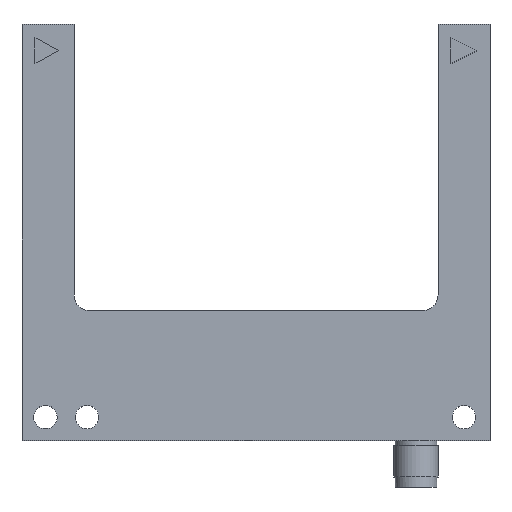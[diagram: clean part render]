
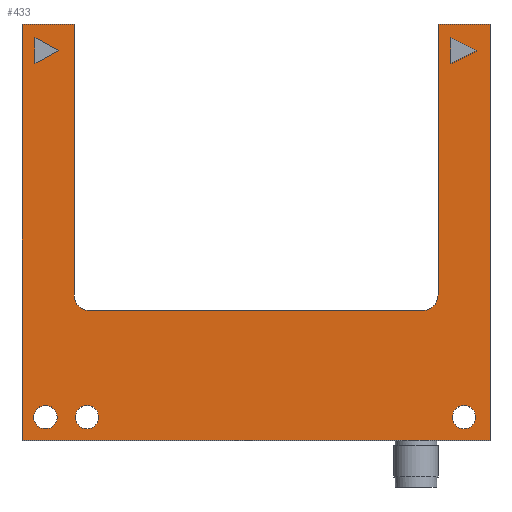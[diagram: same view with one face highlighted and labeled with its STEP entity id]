
A CAD part, top view. The second image highlights one B-rep face of the part: STEP entity #433.
In plain terms, the highlighted planar face has unit normal (0, 0, 1).
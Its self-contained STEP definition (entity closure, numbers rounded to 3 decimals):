
#173=EDGE_CURVE('',#197,#217,#481,.T.);
#179=EDGE_CURVE('',#447,#333,#489,.T.);
#187=EDGE_CURVE('',#499,#231,#500,.T.);
#197=VERTEX_POINT('',#518);
#205=EDGE_CURVE('',#289,#375,#527,.T.);
#207=EDGE_CURVE('',#287,#529,#530,.T.);
#217=VERTEX_POINT('',#543);
#225=EDGE_CURVE('',#273,#553,#554,.T.);
#231=VERTEX_POINT('',#560);
#239=EDGE_CURVE('',#553,#273,#572,.T.);
#247=EDGE_CURVE('',#375,#499,#583,.T.);
#259=EDGE_CURVE('',#597,#289,#598,.T.);
#263=EDGE_CURVE('',#347,#305,#602,.T.);
#273=VERTEX_POINT('',#615);
#287=VERTEX_POINT('',#633);
#289=VERTEX_POINT('',#635);
#293=EDGE_CURVE('',#305,#447,#639,.T.);
#305=VERTEX_POINT('',#654);
#313=EDGE_CURVE('',#443,#197,#663,.T.);
#321=EDGE_CURVE('',#333,#443,#674,.T.);
#323=EDGE_CURVE('',#231,#347,#676,.T.);
#333=VERTEX_POINT('',#688);
#337=EDGE_CURVE('',#529,#287,#692,.T.);
#341=VERTEX_POINT('',#696);
#347=VERTEX_POINT('',#703);
#353=EDGE_CURVE('',#341,#710,#711,.T.);
#375=VERTEX_POINT('',#739);
#385=EDGE_CURVE('',#710,#341,#750,.T.);
#403=EDGE_CURVE('',#217,#597,#773,.T.);
#433=ADVANCED_FACE('',(#809,#810,#811,#812,#813,#814),#815,.T.);
#443=VERTEX_POINT('',#826);
#447=VERTEX_POINT('',#830);
#481=LINE('',#860,#861);
#489=LINE('',#871,#872);
#499=VERTEX_POINT('',#885);
#500=CIRCLE('',#886,3.0);
#518=CARTESIAN_POINT('',(-35.0,44.515,5.0));
#527=LINE('',#919,#920);
#529=VERTEX_POINT('',#923);
#530=CIRCLE('',#924,2.25);
#543=CARTESIAN_POINT('',(-35.0,-7.485,5.));
#553=VERTEX_POINT('',#954);
#554=CIRCLE('',#955,2.25);
#560=CARTESIAN_POINT('',(35.0,-7.485,5.));
#572=CIRCLE('',#980,2.25);
#583=CIRCLE('',#992,3.0);
#597=VERTEX_POINT('',#1010);
#598=CIRCLE('',#1011,3.0);
#602=LINE('',#1017,#1018);
#615=CARTESIAN_POINT('',(-34.75,-30.985,5.));
#633=CARTESIAN_POINT('',(37.75,-30.985,5.));
#635=CARTESIAN_POINT('',(-32.0,-10.485,5.0));
#639=LINE('',#1061,#1062);
#654=CARTESIAN_POINT('',(45.0,44.515,5.0));
#663=LINE('',#1087,#1088);
#674=LINE('',#1100,#1101);
#676=LINE('',#1104,#1105);
#688=CARTESIAN_POINT('',(-45.0,-35.485,5.));
#692=CIRCLE('',#1124,2.25);
#696=CARTESIAN_POINT('',(-42.75,-30.985,5.));
#703=CARTESIAN_POINT('',(35.0,44.515,5.0));
#710=VERTEX_POINT('',#1146);
#711=CIRCLE('',#1147,2.25);
#739=CARTESIAN_POINT('',(32.0,-10.485,5.0));
#750=CIRCLE('',#1193,2.25);
#773=CIRCLE('',#1220,3.0);
#809=FACE_BOUND('',#1269,.T.);
#810=FACE_BOUND('',#1270,.T.);
#811=FACE_OUTER_BOUND('',#1271,.T.);
#812=FACE_BOUND('',#1272,.T.);
#813=FACE_BOUND('',#1273,.T.);
#814=FACE_BOUND('',#1274,.T.);
#815=PLANE('',#1275);
#826=CARTESIAN_POINT('',(-45.0,44.515,5.0));
#830=CARTESIAN_POINT('',(45.0,-35.485,5.));
#860=CARTESIAN_POINT('',(-35.0,44.515,5.0));
#861=VECTOR('',#1328,1.0);
#871=CARTESIAN_POINT('',(45.0,-35.485,5.));
#872=VECTOR('',#1340,1.0);
#885=CARTESIAN_POINT('',(34.121,-9.606,5.));
#886=AXIS2_PLACEMENT_3D('',#1351,#1352,#1353);
#919=CARTESIAN_POINT('',(-32.0,-10.485,5.0));
#920=VECTOR('',#1388,1.0);
#923=CARTESIAN_POINT('',(42.25,-30.985,5.));
#924=AXIS2_PLACEMENT_3D('',#1389,#1390,#1391);
#954=CARTESIAN_POINT('',(-30.25,-30.985,5.));
#955=AXIS2_PLACEMENT_3D('',#1422,#1423,#1424);
#980=AXIS2_PLACEMENT_3D('',#1450,#1451,#1452);
#992=AXIS2_PLACEMENT_3D('',#1477,#1478,#1479);
#1010=CARTESIAN_POINT('',(-34.121,-9.606,5.));
#1011=AXIS2_PLACEMENT_3D('',#1490,#1491,#1492);
#1017=CARTESIAN_POINT('',(35.0,44.515,5.0));
#1018=VECTOR('',#1496,1.0);
#1061=CARTESIAN_POINT('',(45.0,44.515,5.0));
#1062=VECTOR('',#1551,1.0);
#1087=CARTESIAN_POINT('',(-45.0,44.515,5.0));
#1088=VECTOR('',#1586,1.0);
#1100=CARTESIAN_POINT('',(-45.0,-35.485,5.));
#1101=VECTOR('',#1611,1.0);
#1104=CARTESIAN_POINT('',(35.0,-7.485,5.));
#1105=VECTOR('',#1612,1.0);
#1124=AXIS2_PLACEMENT_3D('',#1638,#1639,#1640);
#1146=CARTESIAN_POINT('',(-38.25,-30.985,5.));
#1147=AXIS2_PLACEMENT_3D('',#1653,#1654,#1655);
#1193=AXIS2_PLACEMENT_3D('',#1706,#1707,#1708);
#1220=AXIS2_PLACEMENT_3D('',#1753,#1754,#1755);
#1269=EDGE_LOOP('',(#1811,#1812,#1813));
#1270=EDGE_LOOP('',(#1814,#1815,#1816));
#1271=EDGE_LOOP('',(#1817,#1818,#1819,#1820,#1821,#1822,#1823,#1824,#1825,#1826,#1827,#1828));
#1272=EDGE_LOOP('',(#1829,#1830));
#1273=EDGE_LOOP('',(#1831,#1832));
#1274=EDGE_LOOP('',(#1833,#1834));
#1275=AXIS2_PLACEMENT_3D('',#1835,#1836,#1837);
#1328=DIRECTION('',(0.0,-1.0,0.0));
#1340=DIRECTION('',(-1.0,0.0,0.0));
#1351=CARTESIAN_POINT('',(32.0,-7.485,5.));
#1352=DIRECTION('',(0.0,0.0,1.0));
#1353=DIRECTION('',(0.707,-0.707,0.0));
#1388=DIRECTION('',(1.0,0.0,0.0));
#1389=CARTESIAN_POINT('',(40.0,-30.985,5.));
#1390=DIRECTION('',(0.0,0.0,-1.0));
#1391=DIRECTION('',(1.0,0.0,0.0));
#1422=CARTESIAN_POINT('',(-32.5,-30.985,5.));
#1423=DIRECTION('',(0.0,0.0,-1.0));
#1424=DIRECTION('',(1.0,0.0,0.0));
#1450=CARTESIAN_POINT('',(-32.5,-30.985,5.));
#1451=DIRECTION('',(0.0,0.0,-1.0));
#1452=DIRECTION('',(1.0,0.0,0.0));
#1477=CARTESIAN_POINT('',(32.0,-7.485,5.));
#1478=DIRECTION('',(0.0,0.0,1.0));
#1479=DIRECTION('',(0.707,-0.707,0.0));
#1490=CARTESIAN_POINT('',(-32.0,-7.485,5.));
#1491=DIRECTION('',(0.0,0.0,1.0));
#1492=DIRECTION('',(-0.707,-0.707,0.0));
#1496=DIRECTION('',(1.0,0.0,0.0));
#1551=DIRECTION('',(0.0,-1.0,0.0));
#1586=DIRECTION('',(1.0,0.0,0.0));
#1611=DIRECTION('',(0.0,1.0,0.0));
#1612=DIRECTION('',(0.0,1.0,0.0));
#1638=CARTESIAN_POINT('',(40.0,-30.985,5.));
#1639=DIRECTION('',(0.0,0.0,-1.0));
#1640=DIRECTION('',(1.0,0.0,0.0));
#1653=CARTESIAN_POINT('',(-40.5,-30.985,5.));
#1654=DIRECTION('',(0.0,0.0,-1.0));
#1655=DIRECTION('',(1.0,0.0,0.0));
#1706=CARTESIAN_POINT('',(-40.5,-30.985,5.));
#1707=DIRECTION('',(0.0,0.0,-1.0));
#1708=DIRECTION('',(1.0,0.0,0.0));
#1753=CARTESIAN_POINT('',(-32.0,-7.485,5.));
#1754=DIRECTION('',(0.0,0.0,1.0));
#1755=DIRECTION('',(-0.707,-0.707,0.0));
#1811=ORIENTED_EDGE('',*,*,#1971,.T.);
#1812=ORIENTED_EDGE('',*,*,#1995,.T.);
#1813=ORIENTED_EDGE('',*,*,#1895,.T.);
#1814=ORIENTED_EDGE('',*,*,#1949,.T.);
#1815=ORIENTED_EDGE('',*,*,#1930,.T.);
#1816=ORIENTED_EDGE('',*,*,#1958,.T.);
#1817=ORIENTED_EDGE('',*,*,#321,.F.);
#1818=ORIENTED_EDGE('',*,*,#179,.F.);
#1819=ORIENTED_EDGE('',*,*,#293,.F.);
#1820=ORIENTED_EDGE('',*,*,#263,.F.);
#1821=ORIENTED_EDGE('',*,*,#323,.F.);
#1822=ORIENTED_EDGE('',*,*,#187,.F.);
#1823=ORIENTED_EDGE('',*,*,#247,.F.);
#1824=ORIENTED_EDGE('',*,*,#205,.F.);
#1825=ORIENTED_EDGE('',*,*,#259,.F.);
#1826=ORIENTED_EDGE('',*,*,#403,.F.);
#1827=ORIENTED_EDGE('',*,*,#173,.F.);
#1828=ORIENTED_EDGE('',*,*,#313,.F.);
#1829=ORIENTED_EDGE('',*,*,#207,.T.);
#1830=ORIENTED_EDGE('',*,*,#337,.T.);
#1831=ORIENTED_EDGE('',*,*,#225,.T.);
#1832=ORIENTED_EDGE('',*,*,#239,.T.);
#1833=ORIENTED_EDGE('',*,*,#353,.T.);
#1834=ORIENTED_EDGE('',*,*,#385,.T.);
#1835=CARTESIAN_POINT('',(0.0,-0.927,5.));
#1836=DIRECTION('',(0.0,0.0,1.0));
#1837=DIRECTION('',(1.0,0.0,0.0));
#1895=EDGE_CURVE('',#2008,#2009,#2010,.T.);
#1930=EDGE_CURVE('',#2068,#2069,#2070,.T.);
#1949=EDGE_CURVE('',#2091,#2068,#2092,.T.);
#1958=EDGE_CURVE('',#2069,#2091,#2101,.T.);
#1971=EDGE_CURVE('',#2009,#2117,#2118,.T.);
#1995=EDGE_CURVE('',#2117,#2008,#2142,.T.);
#2008=VERTEX_POINT('',#2159);
#2009=VERTEX_POINT('',#2160);
#2010=LINE('',#2161,#2162);
#2068=VERTEX_POINT('',#2229);
#2069=VERTEX_POINT('',#2230);
#2070=LINE('',#2231,#2232);
#2091=VERTEX_POINT('',#2261);
#2092=LINE('',#2262,#2263);
#2101=LINE('',#2275,#2276);
#2117=VERTEX_POINT('',#2297);
#2118=LINE('',#2298,#2299);
#2142=LINE('',#2328,#2329);
#2159=CARTESIAN_POINT('',(37.5,37.0,5.0));
#2160=CARTESIAN_POINT('',(37.5,42.0,5.0));
#2161=CARTESIAN_POINT('',(37.5,18.037,5.0));
#2162=VECTOR('',#2339,1.0);
#2229=CARTESIAN_POINT('',(-38.0,39.5,5.0));
#2230=CARTESIAN_POINT('',(-42.5,37.0,5.0));
#2231=CARTESIAN_POINT('',(-32.062,42.799,5.0));
#2232=VECTOR('',#2400,1.0);
#2261=CARTESIAN_POINT('',(-42.5,42.0,5.0));
#2262=CARTESIAN_POINT('',(-17.15,27.917,5.0));
#2263=VECTOR('',#2412,1.0);
#2275=CARTESIAN_POINT('',(-42.5,18.037,5.0));
#2276=VECTOR('',#2416,1.0);
#2297=CARTESIAN_POINT('',(42.5,39.5,5.0));
#2298=CARTESIAN_POINT('',(31.085,45.207,5.0));
#2299=VECTOR('',#2428,1.0);
#2328=CARTESIAN_POINT('',(17.415,26.957,5.0));
#2329=VECTOR('',#2440,1.0);
#2339=DIRECTION('',(0.0,1.0,0.0));
#2400=DIRECTION('',(-0.874,-0.486,0.0));
#2412=DIRECTION('',(0.874,-0.486,0.0));
#2416=DIRECTION('',(0.0,1.0,0.0));
#2428=DIRECTION('',(0.894,-0.447,0.0));
#2440=DIRECTION('',(-0.894,-0.447,0.0));
